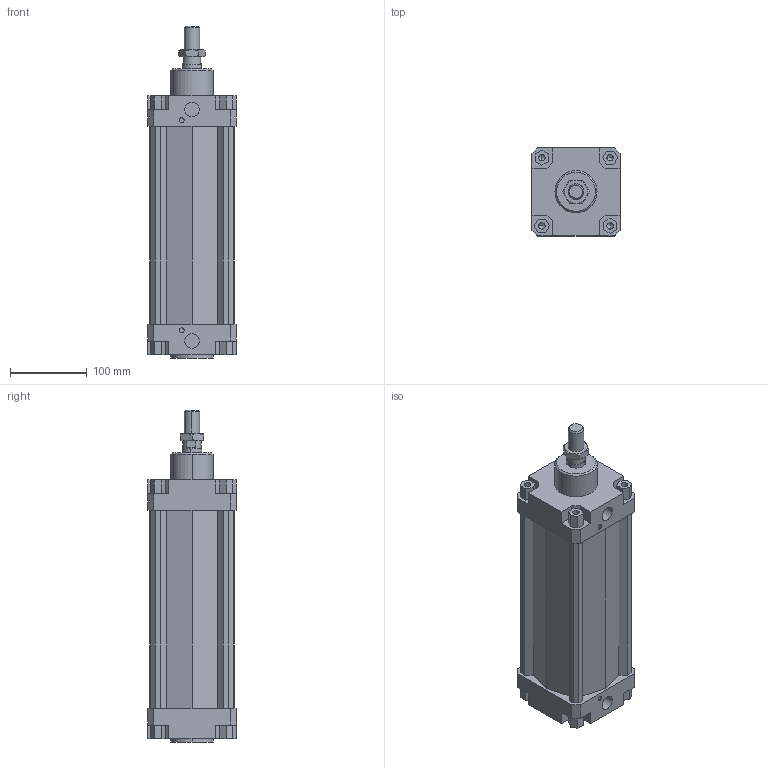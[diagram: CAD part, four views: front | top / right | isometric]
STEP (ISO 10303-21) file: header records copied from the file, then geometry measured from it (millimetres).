
FILE_DESCRIPTION((''),'2;1');
FILE_NAME('1319_100_0200_01.stp','2003-04-08T12:04:22',('maffial1'),(''),'Autodesk Inventor (R) 6.0','Autodesk Inventor (R) 6.0','');
FILE_SCHEMA(('AUTOMOTIVE_DESIGN { 1 0 10303 214 1 1 1 1 }'));
Length unit declared in the file: millimetre
Products named in the file (4): 1319_100_0200_01; CIM02_100_200; CIM01_100_200; 1320_100_18F
Assembly tree (3 placements, depth 2):
  1319_100_0200_01
    CIM02_100_200
    CIM01_100_200
    1320_100_18F
Bounding box: 115 x 115 x 433 mm (x, y, z)
Volume: 3753460 mm3; surface area: 248917.6 mm2
Topology: 3 solids, 3 shells, 242 faces, 610 edges, 384 vertices
Faces by surface type: plane 118, bspline 68, cone 34, cylinder 22
Entity records: 7496 total; most frequent: CARTESIAN_POINT 1871, ORIENTED_EDGE 1188, DIRECTION 1044, EDGE_CURVE 594, VECTOR 458, LINE 458, VERTEX_POINT 384, AXIS2_PLACEMENT_3D 293
